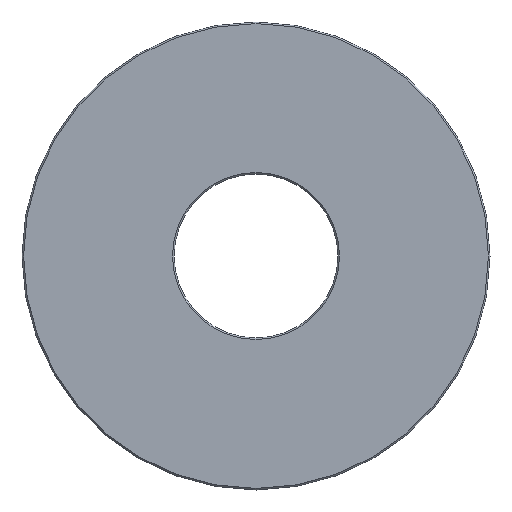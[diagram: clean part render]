
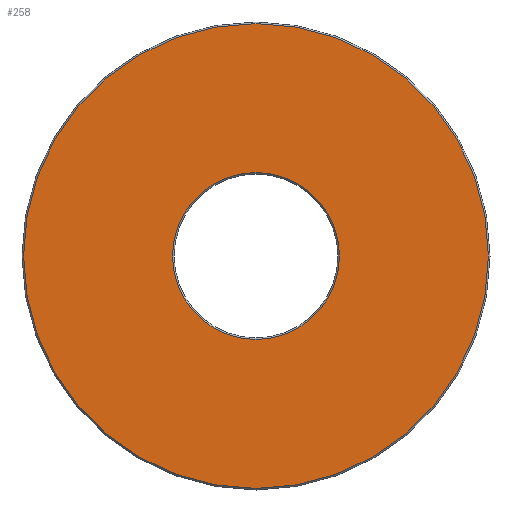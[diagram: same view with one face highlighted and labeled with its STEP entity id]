
A CAD part, front view. The second image highlights one B-rep face of the part: STEP entity #258.
In plain terms, the highlighted planar face has unit normal (0, -1, 0).
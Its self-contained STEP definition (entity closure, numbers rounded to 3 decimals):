
#9 = CARTESIAN_POINT ( 'NONE',  ( 0., -9.5, -29.8 ) ) ;
#10 = AXIS2_PLACEMENT_3D ( 'NONE', #300, #110, #77 ) ;
#13 = EDGE_LOOP ( 'NONE', ( #151, #391 ) ) ;
#17 = ORIENTED_EDGE ( 'NONE', *, *, #367, .F. ) ;
#51 = ORIENTED_EDGE ( 'NONE', *, *, #153, .F. ) ;
#52 = CARTESIAN_POINT ( 'NONE',  ( 0., -9.5, 29.8 ) ) ;
#69 = CARTESIAN_POINT ( 'NONE',  ( 0., -9.5, 0. ) ) ;
#77 = DIRECTION ( 'NONE',  ( 0., 0., -1. ) ) ;
#83 = CARTESIAN_POINT ( 'NONE',  ( 0., -9.5, 10.7 ) ) ;
#94 = FACE_BOUND ( 'NONE', #295, .T. ) ;
#107 = CARTESIAN_POINT ( 'NONE',  ( 0., -9.5, 0. ) ) ;
#110 = DIRECTION ( 'NONE',  ( 0., -1., 0. ) ) ;
#111 = CIRCLE ( 'NONE', #282, 10.7 ) ;
#116 = PLANE ( 'NONE',  #220 ) ;
#118 = VERTEX_POINT ( 'NONE', #83 ) ;
#123 = DIRECTION ( 'NONE',  ( 0., -1., 0. ) ) ;
#133 = EDGE_CURVE ( 'NONE', #301, #179, #135, .T. ) ;
#135 = CIRCLE ( 'NONE', #364, 29.8 ) ;
#145 = CIRCLE ( 'NONE', #354, 29.8 ) ;
#147 = DIRECTION ( 'NONE',  ( 0., -1., 0. ) ) ;
#151 = ORIENTED_EDGE ( 'NONE', *, *, #133, .T. ) ;
#153 = EDGE_CURVE ( 'NONE', #393, #118, #205, .T. ) ;
#159 = CARTESIAN_POINT ( 'NONE',  ( 0., -9.5, -10.7 ) ) ;
#179 = VERTEX_POINT ( 'NONE', #9 ) ;
#205 = CIRCLE ( 'NONE', #10, 10.7 ) ;
#220 = AXIS2_PLACEMENT_3D ( 'NONE', #368, #123, #338 ) ;
#235 = DIRECTION ( 'NONE',  ( 0., -1., 0. ) ) ;
#241 = DIRECTION ( 'NONE',  ( 0., 0., -1. ) ) ;
#258 = ADVANCED_FACE ( 'NONE', ( #394, #94 ), #116, .T. ) ;
#260 = DIRECTION ( 'NONE',  ( 0., 0., -1. ) ) ;
#279 = EDGE_CURVE ( 'NONE', #179, #301, #145, .T. ) ;
#280 = DIRECTION ( 'NONE',  ( 0., 0., -1. ) ) ;
#282 = AXIS2_PLACEMENT_3D ( 'NONE', #69, #320, #260 ) ;
#295 = EDGE_LOOP ( 'NONE', ( #51, #17 ) ) ;
#300 = CARTESIAN_POINT ( 'NONE',  ( 0., -9.5, 0. ) ) ;
#301 = VERTEX_POINT ( 'NONE', #52 ) ;
#307 = CARTESIAN_POINT ( 'NONE',  ( 0., -9.5, 0. ) ) ;
#320 = DIRECTION ( 'NONE',  ( 0., -1., 0. ) ) ;
#338 = DIRECTION ( 'NONE',  ( 0., 0., -1. ) ) ;
#354 = AXIS2_PLACEMENT_3D ( 'NONE', #307, #147, #280 ) ;
#364 = AXIS2_PLACEMENT_3D ( 'NONE', #107, #235, #241 ) ;
#367 = EDGE_CURVE ( 'NONE', #118, #393, #111, .T. ) ;
#368 = CARTESIAN_POINT ( 'NONE',  ( 10.7, -9.5, 0. ) ) ;
#391 = ORIENTED_EDGE ( 'NONE', *, *, #279, .T. ) ;
#393 = VERTEX_POINT ( 'NONE', #159 ) ;
#394 = FACE_OUTER_BOUND ( 'NONE', #13, .T. ) ;
